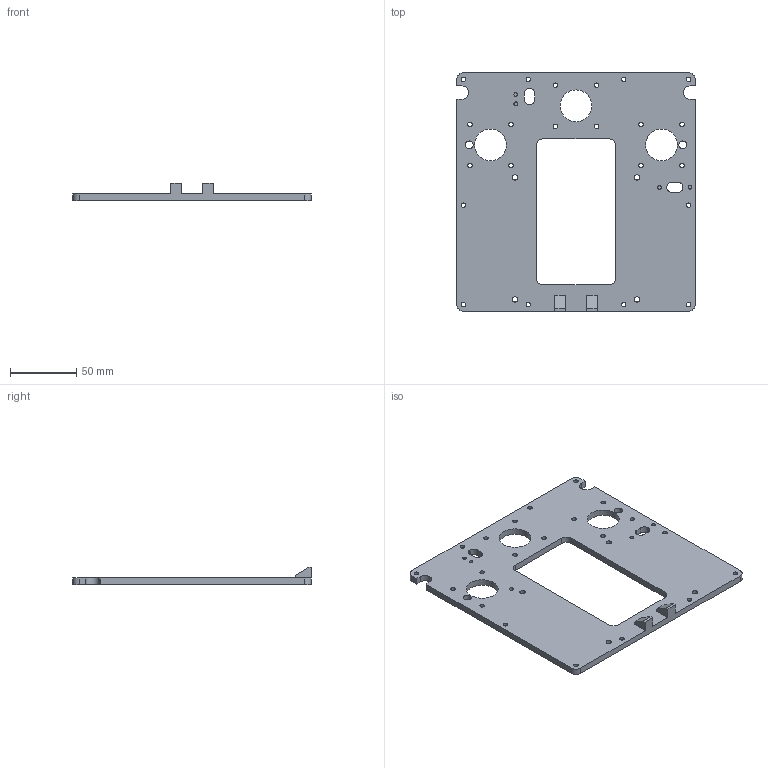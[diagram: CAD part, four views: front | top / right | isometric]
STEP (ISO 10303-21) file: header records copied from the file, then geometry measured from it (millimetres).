
FILE_DESCRIPTION(('FreeCAD Model'),'2;1');
FILE_NAME('Open CASCADE Shape Model','2023-05-27T11:06:00',('Author'),( ''),'Open CASCADE STEP processor 7.5','FreeCAD','Unknown');
FILE_SCHEMA(('AUTOMOTIVE_DESIGN { 1 0 10303 214 1 1 1 1 }'));
Length unit declared in the file: millimetre
Products named in the file (1): electronics.lid
Bounding box: 180 x 180 x 13 mm (x, y, z)
Volume: 119432 mm3; surface area: 56935.7 mm2
Topology: 1 solids, 1 shells, 165 faces, 450 edges, 301 vertices
Faces by surface type: plane 108, cylinder 56, torus 1
Full cylindrical faces by diameter (mm): 2.8 x4, 3.4 x22, 4 x4, 6 x2, 24 x3
Entity records: 12470 total; most frequent: CARTESIAN_POINT 2125, DIRECTION 1704, LINE 1072, VECTOR 1072, ORIENTED_EDGE 900, PCURVE 900, DEFINITIONAL_REPRESENTATION 900, EDGE_CURVE 450
